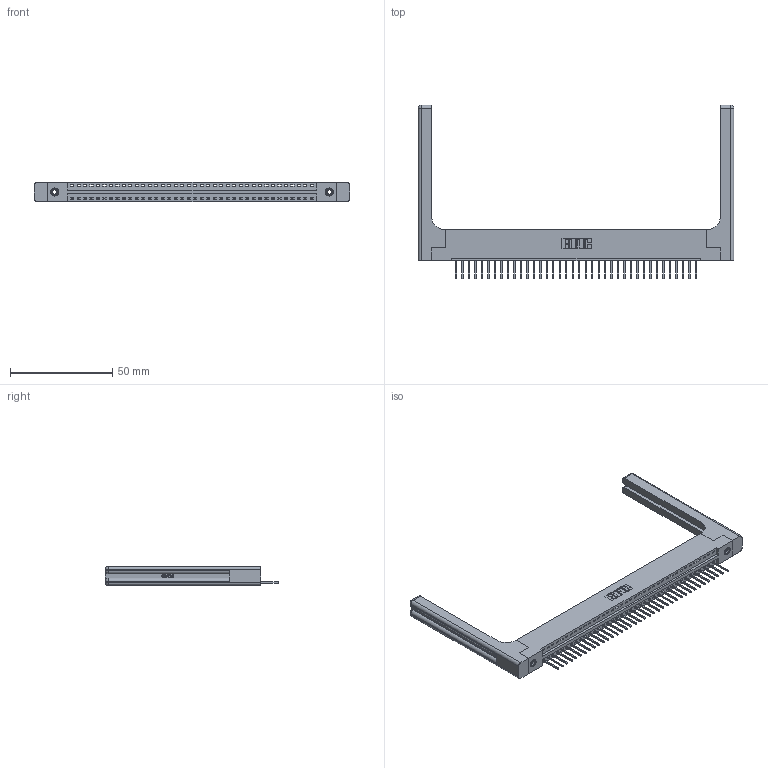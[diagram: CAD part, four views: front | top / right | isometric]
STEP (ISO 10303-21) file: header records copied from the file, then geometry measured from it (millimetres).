
FILE_DESCRIPTION (( 'STEP AP203' ), '1' );
FILE_NAME ('396-038-526-158.STEP', '2019-10-27T18:30:36', ( '' ), ( '' ), 'SwSTEP 2.0', 'SolidWorks 2016', '' );
FILE_SCHEMA (( 'CONFIG_CONTROL_DESIGN' ));
Length unit declared in the file: inch
Products named in the file (5): 345-292-001_345-293-126; 346 Part_Flush Mounting Lugs - 0.156 Dia-TH; 396-038-526-158; 345-250-001_345-250-001-102; 346-220-058_345-220-058
Assembly tree (43 placements, depth 2):
  396-038-526-158
    346 Part_Flush Mounting Lugs - 0.156 Dia-TH
    345-292-001_345-293-126  x38
    345-250-001_345-250-001-102  x2
    346-220-058_345-220-058  x2
Bounding box: 154.71 x 85.09 x 9.4 mm (x, y, z)
Volume: 22269.9 mm3; surface area: 23526.8 mm2
Topology: 43 solids, 43 shells, 2582 faces, 7683 edges, 5050 vertices
Faces by surface type: plane 1744, cylinder 778, bspline 36, cone 12, sphere 8, torus 4
Entity records: 29322 total; most frequent: CARTESIAN_POINT 6007, ORIENTED_EDGE 4776, DIRECTION 4236, EDGE_CURVE 2388, LINE 2012, VECTOR 2012, VERTEX_POINT 1582, AXIS2_PLACEMENT_3D 1112
